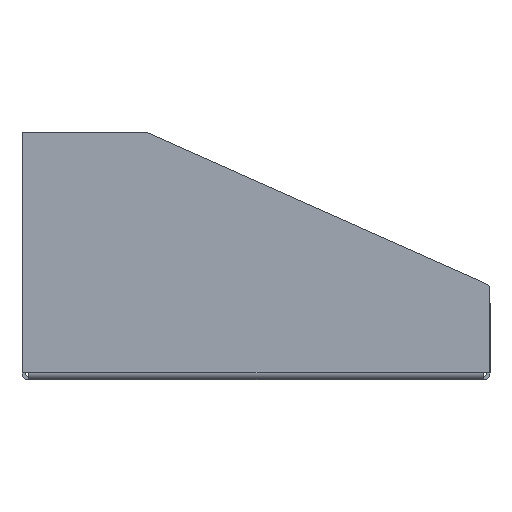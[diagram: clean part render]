
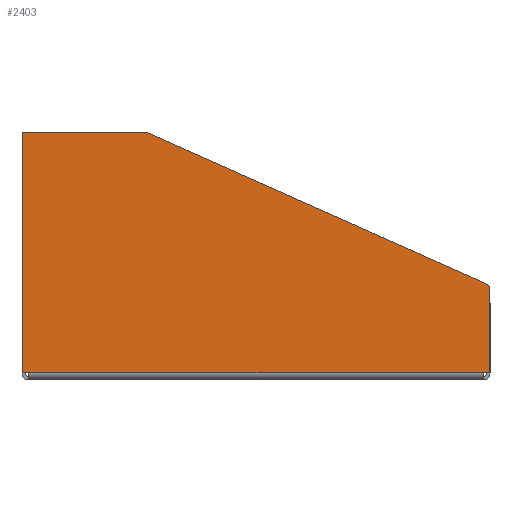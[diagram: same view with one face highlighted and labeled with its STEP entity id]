
A CAD part, left-side view. The second image highlights one B-rep face of the part: STEP entity #2403.
In plain terms, the highlighted planar face has unit normal (-1, 0, 0).
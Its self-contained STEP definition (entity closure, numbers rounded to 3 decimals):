
#24 = VERTEX_POINT('',#25);
#25 = CARTESIAN_POINT('',(-2.,0.,2.));
#66 = VERTEX_POINT('',#67);
#67 = CARTESIAN_POINT('',(-2.,130.,2.));
#74 = EDGE_CURVE('',#66,#24,#75,.T.);
#75 = LINE('',#76,#77);
#76 = CARTESIAN_POINT('',(-2.,130.,2.));
#77 = VECTOR('',#78,1.);
#78 = DIRECTION('',(0.,-1.,0.));
#185 = VERTEX_POINT('',#186);
#186 = CARTESIAN_POINT('',(-2.,-2.,2.));
#192 = EDGE_CURVE('',#185,#24,#193,.T.);
#193 = LINE('',#194,#195);
#194 = CARTESIAN_POINT('',(-2.,-2.,2.));
#195 = VECTOR('',#196,1.);
#196 = DIRECTION('',(0.,1.,0.));
#407 = EDGE_CURVE('',#185,#408,#410,.T.);
#408 = VERTEX_POINT('',#409);
#409 = CARTESIAN_POINT('',(-2.,-2.,25.813));
#410 = LINE('',#411,#412);
#411 = CARTESIAN_POINT('',(-2.,-2.,2.));
#412 = VECTOR('',#413,1.);
#413 = DIRECTION('',(0.,0.,1.));
#529 = EDGE_CURVE('',#66,#530,#532,.T.);
#530 = VERTEX_POINT('',#531);
#531 = CARTESIAN_POINT('',(-2.,132.,2.));
#532 = LINE('',#533,#534);
#533 = CARTESIAN_POINT('',(-2.,-2.,2.));
#534 = VECTOR('',#535,1.);
#535 = DIRECTION('',(0.,1.,0.));
#689 = VERTEX_POINT('',#690);
#690 = CARTESIAN_POINT('',(-2.,-0.813,27.64));
#696 = EDGE_CURVE('',#689,#408,#697,.T.);
#697 = CIRCLE('',#698,2.);
#698 = AXIS2_PLACEMENT_3D('',#699,#700,#701);
#699 = CARTESIAN_POINT('',(-2.,0.,25.813));
#700 = DIRECTION('',(1.,0.,0.));
#701 = DIRECTION('',(0.,1.,0.));
#722 = VERTEX_POINT('',#723);
#723 = CARTESIAN_POINT('',(-2.,96.187,70.827));
#729 = EDGE_CURVE('',#722,#689,#730,.T.);
#730 = LINE('',#731,#732);
#731 = CARTESIAN_POINT('',(-2.,96.187,70.827));
#732 = VECTOR('',#733,1.);
#733 = DIRECTION('',(0.,-0.914,-0.407)
  );
#753 = VERTEX_POINT('',#754);
#754 = CARTESIAN_POINT('',(-2.,97.,71.));
#760 = EDGE_CURVE('',#753,#722,#761,.T.);
#761 = CIRCLE('',#762,2.);
#762 = AXIS2_PLACEMENT_3D('',#763,#764,#765);
#763 = CARTESIAN_POINT('',(-2.,97.,69.));
#764 = DIRECTION('',(1.,0.,0.));
#765 = DIRECTION('',(0.,1.,0.));
#786 = VERTEX_POINT('',#787);
#787 = CARTESIAN_POINT('',(-2.,132.,71.));
#793 = EDGE_CURVE('',#786,#753,#794,.T.);
#794 = LINE('',#795,#796);
#795 = CARTESIAN_POINT('',(-2.,132.,71.));
#796 = VECTOR('',#797,1.);
#797 = DIRECTION('',(0.,-1.,0.));
#815 = EDGE_CURVE('',#530,#786,#816,.T.);
#816 = LINE('',#817,#818);
#817 = CARTESIAN_POINT('',(-2.,132.,2.));
#818 = VECTOR('',#819,1.);
#819 = DIRECTION('',(0.,0.,1.));
#2403 = ADVANCED_FACE('',(#2404),#2415,.T.);
#2404 = FACE_BOUND('',#2405,.T.);
#2405 = EDGE_LOOP('',(#2406,#2407,#2408,#2409,#2410,#2411,#2412,#2413,
    #2414));
#2406 = ORIENTED_EDGE('',*,*,#74,.T.);
#2407 = ORIENTED_EDGE('',*,*,#192,.F.);
#2408 = ORIENTED_EDGE('',*,*,#407,.T.);
#2409 = ORIENTED_EDGE('',*,*,#696,.F.);
#2410 = ORIENTED_EDGE('',*,*,#729,.F.);
#2411 = ORIENTED_EDGE('',*,*,#760,.F.);
#2412 = ORIENTED_EDGE('',*,*,#793,.F.);
#2413 = ORIENTED_EDGE('',*,*,#815,.F.);
#2414 = ORIENTED_EDGE('',*,*,#529,.F.);
#2415 = PLANE('',#2416);
#2416 = AXIS2_PLACEMENT_3D('',#2417,#2418,#2419);
#2417 = CARTESIAN_POINT('',(-2.,72.533,29.508));
#2418 = DIRECTION('',(-1.,0.,0.));
#2419 = DIRECTION('',(0.,-1.,0.));
